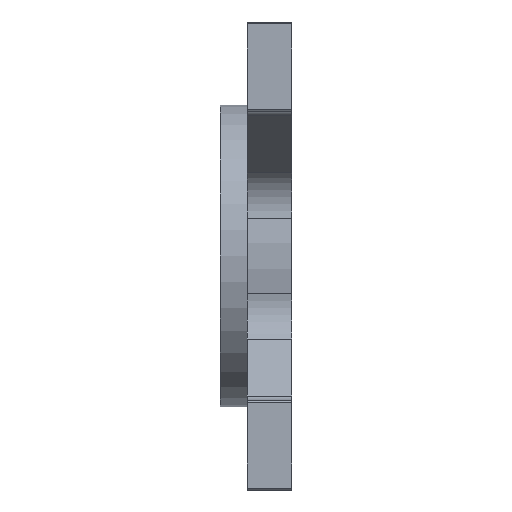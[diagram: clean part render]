
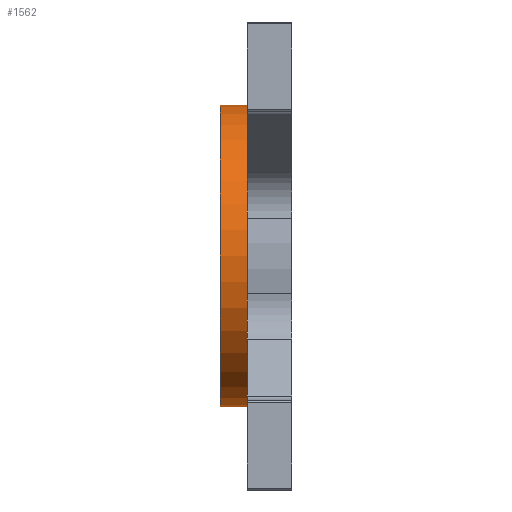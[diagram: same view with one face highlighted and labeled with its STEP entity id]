
A CAD part, left-side view. The second image highlights one B-rep face of the part: STEP entity #1562.
In plain terms, the highlighted cylindrical face has radius 10.732 mm (diameter 21.463 mm), a partial arc.
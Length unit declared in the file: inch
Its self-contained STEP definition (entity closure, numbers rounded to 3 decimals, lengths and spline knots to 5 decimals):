
#72 = AXIS2_PLACEMENT_3D ( 'NONE', #1680, #147, #1954 ) ;
#99 = CARTESIAN_POINT ( 'NONE',  ( 0., 0.2, -0.4225 ) ) ;
#147 = DIRECTION ( 'NONE',  ( 0., 1., 0. ) ) ;
#273 = ORIENTED_EDGE ( 'NONE', *, *, #1788, .T. ) ;
#332 = CYLINDRICAL_SURFACE ( 'NONE', #2312, 0.4225 ) ;
#465 = CARTESIAN_POINT ( 'NONE',  ( 0., 0.2, 0.4225 ) ) ;
#587 = VERTEX_POINT ( 'NONE', #465 ) ;
#648 = DIRECTION ( 'NONE',  ( 0., 1., 0. ) ) ;
#728 = VERTEX_POINT ( 'NONE', #2113 ) ;
#849 = CIRCLE ( 'NONE', #72, 0.4225 ) ;
#984 = ORIENTED_EDGE ( 'NONE', *, *, #2124, .T. ) ;
#1002 = VECTOR ( 'NONE', #2413, 39.37008 ) ;
#1081 = LINE ( 'NONE', #2686, #1599 ) ;
#1086 = FACE_OUTER_BOUND ( 'NONE', #2054, .T. ) ;
#1157 = DIRECTION ( 'NONE',  ( 0., -1., 0. ) ) ;
#1211 = CARTESIAN_POINT ( 'NONE',  ( 0., 0.2, 0. ) ) ;
#1351 = VERTEX_POINT ( 'NONE', #2929 ) ;
#1372 = EDGE_CURVE ( 'NONE', #2030, #587, #849, .T. ) ;
#1562 = ADVANCED_FACE ( 'NONE', ( #1086 ), #332, .T. ) ;
#1599 = VECTOR ( 'NONE', #1157, 39.37008 ) ;
#1680 = CARTESIAN_POINT ( 'NONE',  ( 0., 0.2, 0. ) ) ;
#1695 = LINE ( 'NONE', #99, #1002 ) ;
#1788 = EDGE_CURVE ( 'NONE', #1351, #728, #2960, .T. ) ;
#1911 = AXIS2_PLACEMENT_3D ( 'NONE', #2188, #648, #2442 ) ;
#1948 = ORIENTED_EDGE ( 'NONE', *, *, #1372, .F. ) ;
#1954 = DIRECTION ( 'NONE',  ( 0., 0., 1. ) ) ;
#2030 = VERTEX_POINT ( 'NONE', #2192 ) ;
#2054 = EDGE_LOOP ( 'NONE', ( #3135, #1948, #984, #273 ) ) ;
#2113 = CARTESIAN_POINT ( 'NONE',  ( 0., 0.125, 0.4225 ) ) ;
#2124 = EDGE_CURVE ( 'NONE', #2030, #1351, #1695, .T. ) ;
#2160 = EDGE_CURVE ( 'NONE', #587, #728, #1081, .T. ) ;
#2188 = CARTESIAN_POINT ( 'NONE',  ( 0., 0.125, 0. ) ) ;
#2192 = CARTESIAN_POINT ( 'NONE',  ( 0., 0.2, -0.4225 ) ) ;
#2312 = AXIS2_PLACEMENT_3D ( 'NONE', #1211, #2491, #2976 ) ;
#2413 = DIRECTION ( 'NONE',  ( 0., -1., 0. ) ) ;
#2442 = DIRECTION ( 'NONE',  ( 0., 0., 1. ) ) ;
#2491 = DIRECTION ( 'NONE',  ( 0., -1., 0. ) ) ;
#2686 = CARTESIAN_POINT ( 'NONE',  ( 0., 0.2, 0.4225 ) ) ;
#2929 = CARTESIAN_POINT ( 'NONE',  ( 0., 0.125, -0.4225 ) ) ;
#2960 = CIRCLE ( 'NONE', #1911, 0.4225 ) ;
#2976 = DIRECTION ( 'NONE',  ( 0., 0., -1. ) ) ;
#3135 = ORIENTED_EDGE ( 'NONE', *, *, #2160, .F. ) ;
